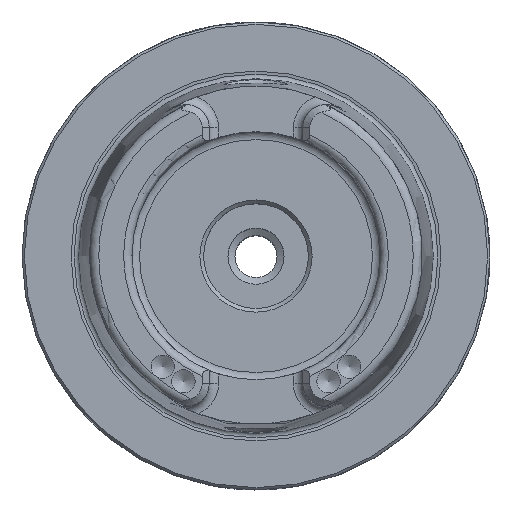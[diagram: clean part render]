
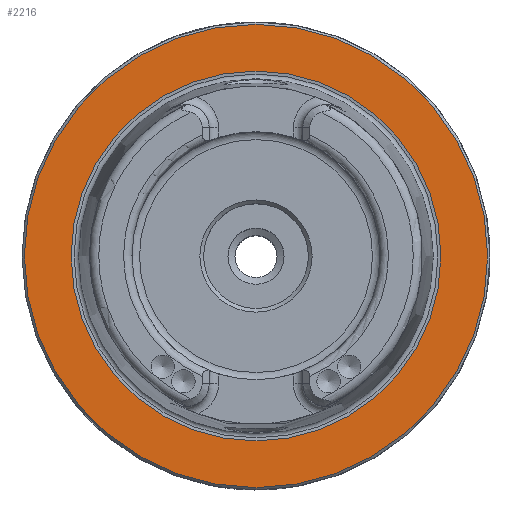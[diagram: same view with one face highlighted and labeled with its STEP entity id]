
A CAD part, top view. The second image highlights one B-rep face of the part: STEP entity #2216.
In plain terms, the highlighted planar face has unit normal (0, 0, 1).
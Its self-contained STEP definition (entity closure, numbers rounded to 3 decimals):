
#361=PLANE('',#2471);
#749=ORIENTED_EDGE('',*,*,#1196,.T.);
#750=ORIENTED_EDGE('',*,*,#1194,.F.);
#1194=EDGE_CURVE('',#1429,#1429,#1559,.T.);
#1196=EDGE_CURVE('',#1431,#1431,#1561,.T.);
#1429=VERTEX_POINT('',#4158);
#1431=VERTEX_POINT('',#4163);
#1559=CIRCLE('',#2469,39.511);
#1561=CIRCLE('',#2472,49.5);
#1733=EDGE_LOOP('',(#749));
#1734=EDGE_LOOP('',(#750));
#1971=FACE_BOUND('',#1733,.T.);
#1972=FACE_BOUND('',#1734,.T.);
#2216=ADVANCED_FACE('',(#1971,#1972),#361,.T.);
#2469=AXIS2_PLACEMENT_3D('',#4157,#3021,#3022);
#2471=AXIS2_PLACEMENT_3D('',#4161,#3025,#3026);
#2472=AXIS2_PLACEMENT_3D('',#4162,#3027,#3028);
#3021=DIRECTION('',(0.,0.,1.));
#3022=DIRECTION('',(1.,0.,0.));
#3025=DIRECTION('',(0.,0.,1.));
#3026=DIRECTION('',(1.,0.,0.));
#3027=DIRECTION('',(0.,0.,1.));
#3028=DIRECTION('',(1.,0.,0.));
#4157=CARTESIAN_POINT('',(0.,0.,0.));
#4158=CARTESIAN_POINT('',(39.511,0.,0.));
#4161=CARTESIAN_POINT('',(49.5,0.,0.));
#4162=CARTESIAN_POINT('',(0.,0.,0.));
#4163=CARTESIAN_POINT('',(49.5,0.,0.));
